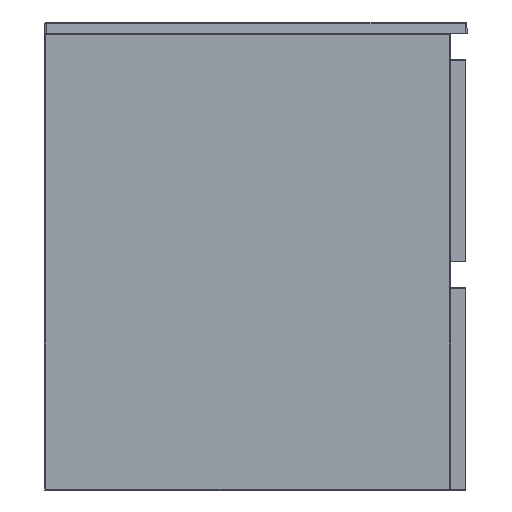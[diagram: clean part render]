
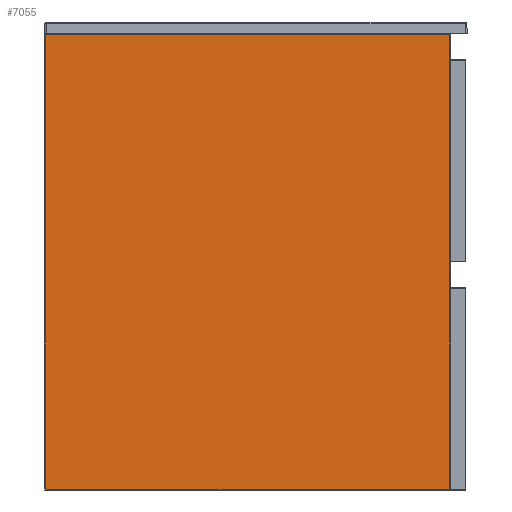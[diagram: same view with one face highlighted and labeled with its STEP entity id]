
A CAD part, left-side view. The second image highlights one B-rep face of the part: STEP entity #7055.
In plain terms, the highlighted face is planar.
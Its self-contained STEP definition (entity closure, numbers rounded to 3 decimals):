
#734=FACE_OUTER_BOUND('',#1147,.T.);
#1147=EDGE_LOOP('',(#5877,#5878,#5879,#5880));
#1923=LINE('',#10918,#2743);
#1927=LINE('',#10926,#2747);
#1930=LINE('',#10932,#2750);
#1933=LINE('',#10937,#2753);
#2743=VECTOR('',#9035,1.);
#2747=VECTOR('',#9041,1.);
#2750=VECTOR('',#9046,1.);
#2753=VECTOR('',#9051,1.);
#3349=VERTEX_POINT('',#10916);
#3350=VERTEX_POINT('',#10917);
#3353=VERTEX_POINT('',#10925);
#3355=VERTEX_POINT('',#10931);
#4211=EDGE_CURVE('',#3349,#3350,#1923,.T.);
#4215=EDGE_CURVE('',#3353,#3349,#1927,.T.);
#4218=EDGE_CURVE('',#3355,#3353,#1930,.T.);
#4221=EDGE_CURVE('',#3350,#3355,#1933,.T.);
#5877=ORIENTED_EDGE('',*,*,#4211,.F.);
#5878=ORIENTED_EDGE('',*,*,#4215,.F.);
#5879=ORIENTED_EDGE('',*,*,#4218,.F.);
#5880=ORIENTED_EDGE('',*,*,#4221,.F.);
#6711=PLANE('',#7583);
#7055=ADVANCED_FACE('',(#734),#6711,.T.);
#7583=AXIS2_PLACEMENT_3D('',#10939,#9053,#9054);
#9035=DIRECTION('',(0.,-1.,0.));
#9041=DIRECTION('',(0.,0.,-1.));
#9046=DIRECTION('',(0.,1.,0.));
#9051=DIRECTION('',(0.,0.,1.));
#9053=DIRECTION('center_axis',(1.,0.,0.));
#9054=DIRECTION('ref_axis',(0.,0.,-1.));
#10916=CARTESIAN_POINT('',(3707.712,-1.,-859.));
#10917=CARTESIAN_POINT('',(3707.712,-479.,-859.));
#10918=CARTESIAN_POINT('',(3707.712,-120.5,-859.));
#10925=CARTESIAN_POINT('',(3707.712,-1.,-321.));
#10926=CARTESIAN_POINT('',(3707.712,-1.,-455.5));
#10931=CARTESIAN_POINT('',(3707.712,-479.,-321.));
#10932=CARTESIAN_POINT('',(3707.712,-359.5,-321.));
#10937=CARTESIAN_POINT('',(3707.712,-479.,-724.5));
#10939=CARTESIAN_POINT('Origin',(3707.712,-240.,-590.));
